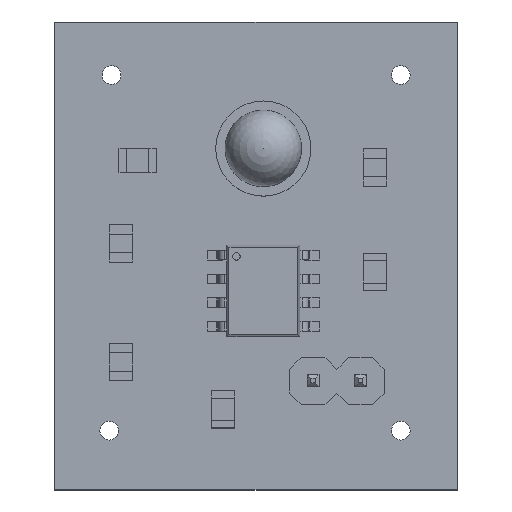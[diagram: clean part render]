
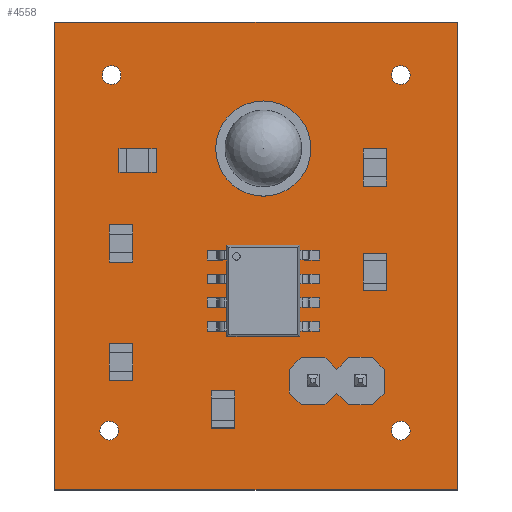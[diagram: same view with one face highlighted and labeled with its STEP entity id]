
A CAD part, top view. The second image highlights one B-rep face of the part: STEP entity #4558.
In plain terms, the highlighted planar face has unit normal (0, 0, 1).
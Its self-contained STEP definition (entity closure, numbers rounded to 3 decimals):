
#280=FACE_BOUND('',#778,.T.);
#281=FACE_BOUND('',#779,.T.);
#282=FACE_BOUND('',#780,.T.);
#283=FACE_BOUND('',#781,.T.);
#284=FACE_BOUND('',#782,.T.);
#285=FACE_BOUND('',#783,.T.);
#286=FACE_BOUND('',#784,.T.);
#287=FACE_BOUND('',#785,.T.);
#316=PLANE('',#4905);
#529=FACE_OUTER_BOUND('',#777,.T.);
#777=EDGE_LOOP('',(#3322,#3323,#3324,#3325));
#778=EDGE_LOOP('',(#3326));
#779=EDGE_LOOP('',(#3327));
#780=EDGE_LOOP('',(#3328));
#781=EDGE_LOOP('',(#3329));
#782=EDGE_LOOP('',(#3330,#3331,#3332,#3333));
#783=EDGE_LOOP('',(#3334,#3335,#3336,#3337));
#784=EDGE_LOOP('',(#3338,#3339,#3340,#3341));
#785=EDGE_LOOP('',(#3342,#3343,#3344,#3345));
#1031=LINE('',#6513,#1567);
#1035=LINE('',#6525,#1571);
#1039=LINE('',#6537,#1575);
#1043=LINE('',#6549,#1579);
#1047=LINE('',#6561,#1583);
#1051=LINE('',#6573,#1587);
#1055=LINE('',#6585,#1591);
#1059=LINE('',#6597,#1595);
#1063=LINE('',#6609,#1599);
#1066=LINE('',#6615,#1602);
#1069=LINE('',#6621,#1605);
#1072=LINE('',#6625,#1608);
#1567=VECTOR('',#5254,10.);
#1571=VECTOR('',#5266,10.);
#1575=VECTOR('',#5278,10.);
#1579=VECTOR('',#5290,10.);
#1583=VECTOR('',#5302,10.);
#1587=VECTOR('',#5314,10.);
#1591=VECTOR('',#5326,10.);
#1595=VECTOR('',#5338,10.);
#1599=VECTOR('',#5350,10.);
#1602=VECTOR('',#5355,10.);
#1605=VECTOR('',#5360,10.);
#1608=VECTOR('',#5365,10.);
#2098=CIRCLE('',#4859,0.508);
#2100=CIRCLE('',#4862,0.406);
#2102=CIRCLE('',#4865,0.508);
#2104=CIRCLE('',#4868,0.406);
#2106=CIRCLE('',#4872,0.501);
#2108=CIRCLE('',#4876,0.501);
#2110=CIRCLE('',#4880,0.501);
#2112=CIRCLE('',#4884,0.501);
#2114=CIRCLE('',#4888,0.501);
#2116=CIRCLE('',#4892,0.501);
#2118=CIRCLE('',#4896,0.501);
#2120=CIRCLE('',#4900,0.501);
#2193=VERTEX_POINT('',#6485);
#2195=VERTEX_POINT('',#6491);
#2197=VERTEX_POINT('',#6497);
#2199=VERTEX_POINT('',#6503);
#2202=VERTEX_POINT('',#6510);
#2203=VERTEX_POINT('',#6512);
#2205=VERTEX_POINT('',#6518);
#2207=VERTEX_POINT('',#6524);
#2210=VERTEX_POINT('',#6534);
#2211=VERTEX_POINT('',#6536);
#2213=VERTEX_POINT('',#6542);
#2215=VERTEX_POINT('',#6548);
#2218=VERTEX_POINT('',#6558);
#2219=VERTEX_POINT('',#6560);
#2221=VERTEX_POINT('',#6566);
#2223=VERTEX_POINT('',#6572);
#2226=VERTEX_POINT('',#6582);
#2227=VERTEX_POINT('',#6584);
#2229=VERTEX_POINT('',#6590);
#2231=VERTEX_POINT('',#6596);
#2234=VERTEX_POINT('',#6606);
#2235=VERTEX_POINT('',#6608);
#2237=VERTEX_POINT('',#6614);
#2239=VERTEX_POINT('',#6620);
#2597=EDGE_CURVE('',#2193,#2193,#2098,.T.);
#2600=EDGE_CURVE('',#2195,#2195,#2100,.T.);
#2603=EDGE_CURVE('',#2197,#2197,#2102,.T.);
#2606=EDGE_CURVE('',#2199,#2199,#2104,.T.);
#2609=EDGE_CURVE('',#2203,#2202,#1031,.T.);
#2612=EDGE_CURVE('',#2205,#2203,#2106,.T.);
#2615=EDGE_CURVE('',#2207,#2205,#1035,.T.);
#2618=EDGE_CURVE('',#2202,#2207,#2108,.T.);
#2621=EDGE_CURVE('',#2211,#2210,#1039,.T.);
#2624=EDGE_CURVE('',#2213,#2211,#2110,.T.);
#2627=EDGE_CURVE('',#2215,#2213,#1043,.T.);
#2630=EDGE_CURVE('',#2210,#2215,#2112,.T.);
#2633=EDGE_CURVE('',#2219,#2218,#1047,.T.);
#2636=EDGE_CURVE('',#2221,#2219,#2114,.T.);
#2639=EDGE_CURVE('',#2223,#2221,#1051,.T.);
#2642=EDGE_CURVE('',#2218,#2223,#2116,.T.);
#2645=EDGE_CURVE('',#2227,#2226,#1055,.T.);
#2648=EDGE_CURVE('',#2229,#2227,#2118,.T.);
#2651=EDGE_CURVE('',#2231,#2229,#1059,.T.);
#2654=EDGE_CURVE('',#2226,#2231,#2120,.T.);
#2657=EDGE_CURVE('',#2235,#2234,#1063,.T.);
#2660=EDGE_CURVE('',#2237,#2235,#1066,.T.);
#2663=EDGE_CURVE('',#2239,#2237,#1069,.T.);
#2666=EDGE_CURVE('',#2234,#2239,#1072,.T.);
#3322=ORIENTED_EDGE('',*,*,#2666,.T.);
#3323=ORIENTED_EDGE('',*,*,#2663,.T.);
#3324=ORIENTED_EDGE('',*,*,#2660,.T.);
#3325=ORIENTED_EDGE('',*,*,#2657,.T.);
#3326=ORIENTED_EDGE('',*,*,#2597,.T.);
#3327=ORIENTED_EDGE('',*,*,#2600,.T.);
#3328=ORIENTED_EDGE('',*,*,#2603,.T.);
#3329=ORIENTED_EDGE('',*,*,#2606,.T.);
#3330=ORIENTED_EDGE('',*,*,#2654,.T.);
#3331=ORIENTED_EDGE('',*,*,#2651,.T.);
#3332=ORIENTED_EDGE('',*,*,#2648,.T.);
#3333=ORIENTED_EDGE('',*,*,#2645,.T.);
#3334=ORIENTED_EDGE('',*,*,#2642,.T.);
#3335=ORIENTED_EDGE('',*,*,#2639,.T.);
#3336=ORIENTED_EDGE('',*,*,#2636,.T.);
#3337=ORIENTED_EDGE('',*,*,#2633,.T.);
#3338=ORIENTED_EDGE('',*,*,#2630,.T.);
#3339=ORIENTED_EDGE('',*,*,#2627,.T.);
#3340=ORIENTED_EDGE('',*,*,#2624,.T.);
#3341=ORIENTED_EDGE('',*,*,#2621,.T.);
#3342=ORIENTED_EDGE('',*,*,#2618,.T.);
#3343=ORIENTED_EDGE('',*,*,#2615,.T.);
#3344=ORIENTED_EDGE('',*,*,#2612,.T.);
#3345=ORIENTED_EDGE('',*,*,#2609,.T.);
#4558=ADVANCED_FACE('',(#529,#280,#281,#282,#283,#284,#285,#286,#287),#316,
 .T.);
#4859=AXIS2_PLACEMENT_3D('',#6487,#5227,#5228);
#4862=AXIS2_PLACEMENT_3D('',#6493,#5234,#5235);
#4865=AXIS2_PLACEMENT_3D('',#6499,#5241,#5242);
#4868=AXIS2_PLACEMENT_3D('',#6505,#5248,#5249);
#4872=AXIS2_PLACEMENT_3D('',#6519,#5260,#5261);
#4876=AXIS2_PLACEMENT_3D('',#6529,#5272,#5273);
#4880=AXIS2_PLACEMENT_3D('',#6543,#5284,#5285);
#4884=AXIS2_PLACEMENT_3D('',#6553,#5296,#5297);
#4888=AXIS2_PLACEMENT_3D('',#6567,#5308,#5309);
#4892=AXIS2_PLACEMENT_3D('',#6577,#5320,#5321);
#4896=AXIS2_PLACEMENT_3D('',#6591,#5332,#5333);
#4900=AXIS2_PLACEMENT_3D('',#6601,#5344,#5345);
#4905=AXIS2_PLACEMENT_3D('',#6626,#5366,#5367);
#5227=DIRECTION('center_axis',(0.,0.,-1.));
#5228=DIRECTION('ref_axis',(1.,0.,0.));
#5234=DIRECTION('center_axis',(0.,0.,-1.));
#5235=DIRECTION('ref_axis',(1.,0.,0.));
#5241=DIRECTION('center_axis',(0.,0.,-1.));
#5242=DIRECTION('ref_axis',(1.,0.,0.));
#5248=DIRECTION('center_axis',(0.,0.,-1.));
#5249=DIRECTION('ref_axis',(1.,0.,0.));
#5254=DIRECTION('',(0.,-1.,0.));
#5260=DIRECTION('center_axis',(0.,0.,-1.));
#5261=DIRECTION('ref_axis',(0.998,0.056,0.));
#5266=DIRECTION('',(0.,1.,0.));
#5272=DIRECTION('center_axis',(0.,0.,-1.));
#5273=DIRECTION('ref_axis',(-0.998,-0.056,0.));
#5278=DIRECTION('',(0.,-1.,0.));
#5284=DIRECTION('center_axis',(0.,0.,-1.));
#5285=DIRECTION('ref_axis',(0.998,0.056,0.));
#5290=DIRECTION('',(0.,1.,0.));
#5296=DIRECTION('center_axis',(0.,0.,-1.));
#5297=DIRECTION('ref_axis',(-0.998,-0.056,0.));
#5302=DIRECTION('',(0.,-1.,0.));
#5308=DIRECTION('center_axis',(0.,0.,-1.));
#5309=DIRECTION('ref_axis',(0.998,0.056,0.));
#5314=DIRECTION('',(0.,1.,0.));
#5320=DIRECTION('center_axis',(0.,0.,-1.));
#5321=DIRECTION('ref_axis',(-0.998,-0.056,0.));
#5326=DIRECTION('',(0.,-1.,0.));
#5332=DIRECTION('center_axis',(0.,0.,-1.));
#5333=DIRECTION('ref_axis',(0.998,0.056,0.));
#5338=DIRECTION('',(0.,1.,0.));
#5344=DIRECTION('center_axis',(0.,0.,-1.));
#5345=DIRECTION('ref_axis',(-0.998,-0.056,0.));
#5350=DIRECTION('',(-1.,0.,0.));
#5355=DIRECTION('',(0.,1.,0.));
#5360=DIRECTION('',(1.,0.,0.));
#5365=DIRECTION('',(0.,-1.,0.));
#5366=DIRECTION('center_axis',(0.,0.,1.));
#5367=DIRECTION('ref_axis',(1.,0.,0.));
#6485=CARTESIAN_POINT('',(17.145,5.842,1.57));
#6487=CARTESIAN_POINT('Origin',(17.653,5.842,1.57));
#6491=CARTESIAN_POINT('',(13.31,18.288,1.57));
#6493=CARTESIAN_POINT('Origin',(13.716,18.288,1.57));
#6497=CARTESIAN_POINT('',(14.605,5.842,1.57));
#6499=CARTESIAN_POINT('Origin',(15.113,5.842,1.57));
#6503=CARTESIAN_POINT('',(10.77,18.288,1.57));
#6505=CARTESIAN_POINT('Origin',(11.176,18.288,1.57));
#6510=CARTESIAN_POINT('',(20.312,22.197,1.57));
#6512=CARTESIAN_POINT('',(20.312,22.253,1.57));
#6513=CARTESIAN_POINT('',(20.312,22.253,1.57));
#6518=CARTESIAN_POINT('',(19.312,22.253,1.57));
#6519=CARTESIAN_POINT('Origin',(19.812,22.225,1.57));
#6524=CARTESIAN_POINT('',(19.312,22.197,1.57));
#6525=CARTESIAN_POINT('',(19.312,22.197,1.57));
#6529=CARTESIAN_POINT('Origin',(19.812,22.225,1.57));
#6534=CARTESIAN_POINT('',(4.691,3.147,1.57));
#6536=CARTESIAN_POINT('',(4.691,3.203,1.57));
#6537=CARTESIAN_POINT('',(4.691,3.203,1.57));
#6542=CARTESIAN_POINT('',(3.691,3.203,1.57));
#6543=CARTESIAN_POINT('Origin',(4.191,3.175,1.57));
#6548=CARTESIAN_POINT('',(3.691,3.147,1.57));
#6549=CARTESIAN_POINT('',(3.691,3.147,1.57));
#6553=CARTESIAN_POINT('Origin',(4.191,3.175,1.57));
#6558=CARTESIAN_POINT('',(20.312,3.147,1.57));
#6560=CARTESIAN_POINT('',(20.312,3.203,1.57));
#6561=CARTESIAN_POINT('',(20.312,3.203,1.57));
#6566=CARTESIAN_POINT('',(19.312,3.203,1.57));
#6567=CARTESIAN_POINT('Origin',(19.812,3.175,1.57));
#6572=CARTESIAN_POINT('',(19.312,3.147,1.57));
#6573=CARTESIAN_POINT('',(19.312,3.147,1.57));
#6577=CARTESIAN_POINT('Origin',(19.812,3.175,1.57));
#6582=CARTESIAN_POINT('',(4.818,22.197,1.57));
#6584=CARTESIAN_POINT('',(4.818,22.253,1.57));
#6585=CARTESIAN_POINT('',(4.818,22.253,1.57));
#6590=CARTESIAN_POINT('',(3.818,22.253,1.57));
#6591=CARTESIAN_POINT('Origin',(4.318,22.225,1.57));
#6596=CARTESIAN_POINT('',(3.818,22.197,1.57));
#6597=CARTESIAN_POINT('',(3.818,22.197,1.57));
#6601=CARTESIAN_POINT('Origin',(4.318,22.225,1.57));
#6606=CARTESIAN_POINT('',(1.27,25.07,1.57));
#6608=CARTESIAN_POINT('',(22.84,25.07,1.57));
#6609=CARTESIAN_POINT('',(22.84,25.07,1.57));
#6614=CARTESIAN_POINT('',(22.84,0.,1.57));
#6615=CARTESIAN_POINT('',(22.84,0.,1.57));
#6620=CARTESIAN_POINT('',(1.27,0.,1.57));
#6621=CARTESIAN_POINT('',(1.27,0.,1.57));
#6625=CARTESIAN_POINT('',(1.27,25.07,1.57));
#6626=CARTESIAN_POINT('Origin',(12.055,12.535,1.57));
